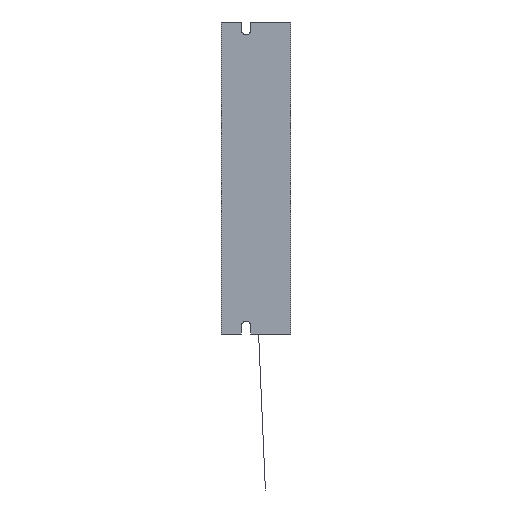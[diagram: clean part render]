
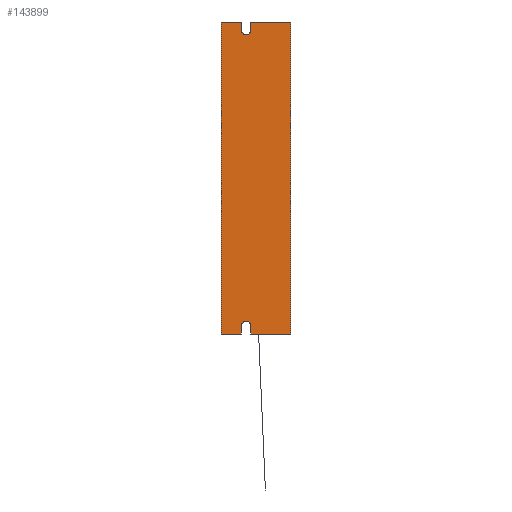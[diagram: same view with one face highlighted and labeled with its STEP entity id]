
A CAD part, left-side view. The second image highlights one B-rep face of the part: STEP entity #143899.
In plain terms, the highlighted planar face has unit normal (-1, 0, 0).
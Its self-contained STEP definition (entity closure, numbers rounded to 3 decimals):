
#5389 = CARTESIAN_POINT ( 'NONE',  ( -41.329, 19.546, 69. ) ) ;
#7678 = VERTEX_POINT ( 'NONE', #268940 ) ;
#7884 = ORIENTED_EDGE ( 'NONE', *, *, #270656, .T. ) ;
#10568 = LINE ( 'NONE', #5389, #122990 ) ;
#11526 = DIRECTION ( 'NONE',  ( 0., 0., 1. ) ) ;
#15825 = DIRECTION ( 'NONE',  ( 0., 0., 1. ) ) ;
#20127 = CARTESIAN_POINT ( 'NONE',  ( -41.329, 10.646, 203.5 ) ) ;
#21273 = CARTESIAN_POINT ( 'NONE',  ( -41.329, 8.546, 203.5 ) ) ;
#21845 = VERTEX_POINT ( 'NONE', #192183 ) ;
#23627 = CARTESIAN_POINT ( 'NONE',  ( -41.329, 6.446, 72.5 ) ) ;
#23910 = LINE ( 'NONE', #182850, #242001 ) ;
#27826 = VECTOR ( 'NONE', #272505, 1000. ) ;
#32720 = CARTESIAN_POINT ( 'NONE',  ( -41.329, -11.254, 207. ) ) ;
#33204 = VERTEX_POINT ( 'NONE', #238488 ) ;
#37282 = ORIENTED_EDGE ( 'NONE', *, *, #244598, .F. ) ;
#42625 = DIRECTION ( 'NONE',  ( 0., 0., 1. ) ) ;
#45162 = EDGE_CURVE ( 'NONE', #56120, #33204, #245887, .T. ) ;
#50307 = LINE ( 'NONE', #119853, #106531 ) ;
#51165 = LINE ( 'NONE', #32720, #100758 ) ;
#54335 = VERTEX_POINT ( 'NONE', #20127 ) ;
#56120 = VERTEX_POINT ( 'NONE', #156890 ) ;
#59844 = EDGE_CURVE ( 'NONE', #89902, #174479, #51165, .T. ) ;
#60126 = FACE_OUTER_BOUND ( 'NONE', #240201, .T. ) ;
#81972 = ORIENTED_EDGE ( 'NONE', *, *, #45162, .T. ) ;
#85941 = CARTESIAN_POINT ( 'NONE',  ( -41.329, 8.546, 72.5 ) ) ;
#89209 = LINE ( 'NONE', #187314, #250954 ) ;
#89819 = EDGE_CURVE ( 'NONE', #89902, #56120, #23910, .T. ) ;
#89902 = VERTEX_POINT ( 'NONE', #231679 ) ;
#92951 = LINE ( 'NONE', #247564, #198706 ) ;
#96421 = CIRCLE ( 'NONE', #225622, 2.1 ) ;
#96780 = EDGE_CURVE ( 'NONE', #200456, #122883, #89209, .T. ) ;
#100758 = VECTOR ( 'NONE', #180571, 1000. ) ;
#101036 = CARTESIAN_POINT ( 'NONE',  ( -41.329, 19.546, 207. ) ) ;
#102611 = ORIENTED_EDGE ( 'NONE', *, *, #96780, .T. ) ;
#106531 = VECTOR ( 'NONE', #246180, 1000. ) ;
#107195 = DIRECTION ( 'NONE',  ( 0., 0., 1. ) ) ;
#111001 = CARTESIAN_POINT ( 'NONE',  ( -41.329, 6.446, 69. ) ) ;
#116508 = ORIENTED_EDGE ( 'NONE', *, *, #219299, .T. ) ;
#119853 = CARTESIAN_POINT ( 'NONE',  ( -41.329, 18.046, 69. ) ) ;
#122883 = VERTEX_POINT ( 'NONE', #179078 ) ;
#122990 = VECTOR ( 'NONE', #154146, 1000. ) ;
#123112 = AXIS2_PLACEMENT_3D ( 'NONE', #21273, #169251, #42625 ) ;
#123399 = VECTOR ( 'NONE', #223350, 1000. ) ;
#124819 = ORIENTED_EDGE ( 'NONE', *, *, #211795, .T. ) ;
#128674 = ORIENTED_EDGE ( 'NONE', *, *, #244860, .T. ) ;
#131756 = ORIENTED_EDGE ( 'NONE', *, *, #59844, .F. ) ;
#135111 = VECTOR ( 'NONE', #258612, 1000. ) ;
#138158 = DIRECTION ( 'NONE',  ( -1., 0., 0. ) ) ;
#138160 = LINE ( 'NONE', #23627, #194266 ) ;
#142663 = EDGE_CURVE ( 'NONE', #21845, #174479, #220815, .T. ) ;
#143899 = ADVANCED_FACE ( 'NONE', ( #60126 ), #242307, .T. ) ;
#146195 = CARTESIAN_POINT ( 'NONE',  ( -41.329, 6.446, 207. ) ) ;
#150408 = DIRECTION ( 'NONE',  ( 0., 0., -1. ) ) ;
#154146 = DIRECTION ( 'NONE',  ( 0., 0., 1. ) ) ;
#156890 = CARTESIAN_POINT ( 'NONE',  ( -41.329, 6.446, 207. ) ) ;
#169251 = DIRECTION ( 'NONE',  ( 1., 0., 0. ) ) ;
#174479 = VERTEX_POINT ( 'NONE', #190886 ) ;
#175247 = AXIS2_PLACEMENT_3D ( 'NONE', #264430, #138158, #11526 ) ;
#176389 = VERTEX_POINT ( 'NONE', #101036 ) ;
#179078 = CARTESIAN_POINT ( 'NONE',  ( -41.329, 10.646, 72.5 ) ) ;
#179539 = LINE ( 'NONE', #202239, #123399 ) ;
#180571 = DIRECTION ( 'NONE',  ( 0., 0., -1. ) ) ;
#182850 = CARTESIAN_POINT ( 'NONE',  ( -41.329, -9.254, 207. ) ) ;
#187314 = CARTESIAN_POINT ( 'NONE',  ( -41.329, 10.646, 69. ) ) ;
#190886 = CARTESIAN_POINT ( 'NONE',  ( -41.329, -11.254, 69. ) ) ;
#192183 = CARTESIAN_POINT ( 'NONE',  ( -41.329, 6.446, 69. ) ) ;
#194266 = VECTOR ( 'NONE', #150408, 1000. ) ;
#194905 = ORIENTED_EDGE ( 'NONE', *, *, #142663, .T. ) ;
#198223 = VERTEX_POINT ( 'NONE', #224921 ) ;
#198591 = ORIENTED_EDGE ( 'NONE', *, *, #254732, .T. ) ;
#198706 = VECTOR ( 'NONE', #15825, 1000. ) ;
#200456 = VERTEX_POINT ( 'NONE', #219545 ) ;
#202239 = CARTESIAN_POINT ( 'NONE',  ( -41.329, 10.646, 207. ) ) ;
#204078 = DIRECTION ( 'NONE',  ( 0., 1., 0. ) ) ;
#211795 = EDGE_CURVE ( 'NONE', #54335, #225952, #92951, .T. ) ;
#219299 = EDGE_CURVE ( 'NONE', #225952, #176389, #179539, .T. ) ;
#219545 = CARTESIAN_POINT ( 'NONE',  ( -41.329, 10.646, 69. ) ) ;
#220815 = LINE ( 'NONE', #111001, #135111 ) ;
#223350 = DIRECTION ( 'NONE',  ( 0., 1., 0. ) ) ;
#224921 = CARTESIAN_POINT ( 'NONE',  ( -41.329, 19.546, 69. ) ) ;
#225622 = AXIS2_PLACEMENT_3D ( 'NONE', #85941, #233611, #107195 ) ;
#225952 = VERTEX_POINT ( 'NONE', #271148 ) ;
#230593 = DIRECTION ( 'NONE',  ( 0., 0., 1. ) ) ;
#231679 = CARTESIAN_POINT ( 'NONE',  ( -41.329, -11.254, 207. ) ) ;
#233611 = DIRECTION ( 'NONE',  ( 1., 0., 0. ) ) ;
#236325 = ORIENTED_EDGE ( 'NONE', *, *, #238514, .T. ) ;
#238488 = CARTESIAN_POINT ( 'NONE',  ( -41.329, 6.446, 203.5 ) ) ;
#238514 = EDGE_CURVE ( 'NONE', #122883, #7678, #96421, .T. ) ;
#240201 = EDGE_LOOP ( 'NONE', ( #194905, #131756, #241818, #81972, #7884, #124819, #116508, #37282, #128674, #102611, #236325, #198591 ) ) ;
#241818 = ORIENTED_EDGE ( 'NONE', *, *, #89819, .T. ) ;
#242001 = VECTOR ( 'NONE', #204078, 1000. ) ;
#242307 = PLANE ( 'NONE',  #175247 ) ;
#244598 = EDGE_CURVE ( 'NONE', #198223, #176389, #10568, .T. ) ;
#244860 = EDGE_CURVE ( 'NONE', #198223, #200456, #50307, .T. ) ;
#245887 = LINE ( 'NONE', #146195, #27826 ) ;
#246180 = DIRECTION ( 'NONE',  ( 0., -1., 0. ) ) ;
#247564 = CARTESIAN_POINT ( 'NONE',  ( -41.329, 10.646, 203.5 ) ) ;
#250954 = VECTOR ( 'NONE', #230593, 1000. ) ;
#254732 = EDGE_CURVE ( 'NONE', #7678, #21845, #138160, .T. ) ;
#258612 = DIRECTION ( 'NONE',  ( 0., -1., 0. ) ) ;
#261413 = CIRCLE ( 'NONE', #123112, 2.1 ) ;
#264430 = CARTESIAN_POINT ( 'NONE',  ( -41.329, 8.546, 203.5 ) ) ;
#268940 = CARTESIAN_POINT ( 'NONE',  ( -41.329, 6.446, 72.5 ) ) ;
#270656 = EDGE_CURVE ( 'NONE', #33204, #54335, #261413, .T. ) ;
#271148 = CARTESIAN_POINT ( 'NONE',  ( -41.329, 10.646, 207. ) ) ;
#272505 = DIRECTION ( 'NONE',  ( 0., 0., -1. ) ) ;
